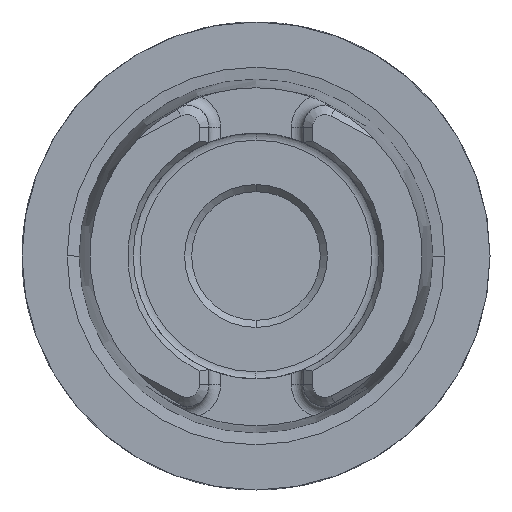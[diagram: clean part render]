
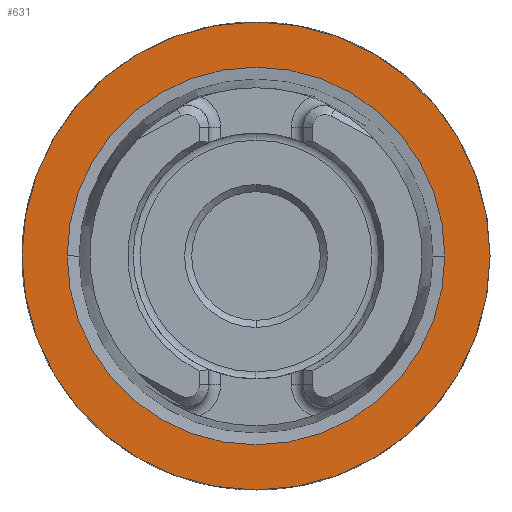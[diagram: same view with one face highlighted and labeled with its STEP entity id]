
A CAD part, left-side view. The second image highlights one B-rep face of the part: STEP entity #631.
In plain terms, the highlighted planar face has unit normal (-1, 0, 0).
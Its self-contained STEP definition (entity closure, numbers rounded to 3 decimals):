
#55=PLANE('',#2422);
#631=ADVANCED_FACE('',(#758,#759),#55,.T.);
#758=FACE_BOUND('',#843,.T.);
#759=FACE_BOUND('',#844,.T.);
#843=EDGE_LOOP('',(#1262,#1263));
#844=EDGE_LOOP('',(#1264,#1265));
#1262=ORIENTED_EDGE('',*,*,#1872,.T.);
#1263=ORIENTED_EDGE('',*,*,#2067,.T.);
#1264=ORIENTED_EDGE('',*,*,#1905,.F.);
#1265=ORIENTED_EDGE('',*,*,#1913,.F.);
#1646=VERTEX_POINT('',#3413);
#1647=VERTEX_POINT('',#3415);
#1675=VERTEX_POINT('',#3558);
#1676=VERTEX_POINT('',#3559);
#1872=EDGE_CURVE('',#1647,#1646,#2171,.T.);
#1905=EDGE_CURVE('',#1675,#1676,#2185,.T.);
#1913=EDGE_CURVE('',#1676,#1675,#2188,.T.);
#2067=EDGE_CURVE('',#1646,#1647,#2230,.T.);
#2171=CIRCLE('',#2318,16.143);
#2185=CIRCLE('',#2339,20.);
#2188=CIRCLE('',#2343,20.);
#2230=CIRCLE('',#2421,16.143);
#2318=AXIS2_PLACEMENT_3D('',#3414,#2659,#2660);
#2339=AXIS2_PLACEMENT_3D('',#3557,#2714,#2715);
#2343=AXIS2_PLACEMENT_3D('',#3578,#2726,#2727);
#2421=AXIS2_PLACEMENT_3D('',#4146,#2951,#2952);
#2422=AXIS2_PLACEMENT_3D('',#4147,#2953,#2954);
#2659=DIRECTION('',(1.,0.,0.));
#2660=DIRECTION('',(0.,1.,0.));
#2714=DIRECTION('',(1.,0.,0.));
#2715=DIRECTION('',(0.,0.,-1.));
#2726=DIRECTION('',(1.,0.,0.));
#2727=DIRECTION('',(0.,0.,-1.));
#2951=DIRECTION('',(1.,0.,0.));
#2952=DIRECTION('',(0.,1.,0.));
#2953=DIRECTION('',(-1.,0.,0.));
#2954=DIRECTION('',(0.,0.,-1.));
#3413=CARTESIAN_POINT('',(-20.,16.143,0.));
#3414=CARTESIAN_POINT('',(-20.,0.,0.));
#3415=CARTESIAN_POINT('',(-20.,-16.143,0.));
#3557=CARTESIAN_POINT('',(-20.,0.,0.));
#3558=CARTESIAN_POINT('',(-20.,0.,-20.));
#3559=CARTESIAN_POINT('',(-20.,0.,20.));
#3578=CARTESIAN_POINT('',(-20.,0.,0.));
#4146=CARTESIAN_POINT('',(-20.,0.,0.));
#4147=CARTESIAN_POINT('',(-20.,20.,0.));
